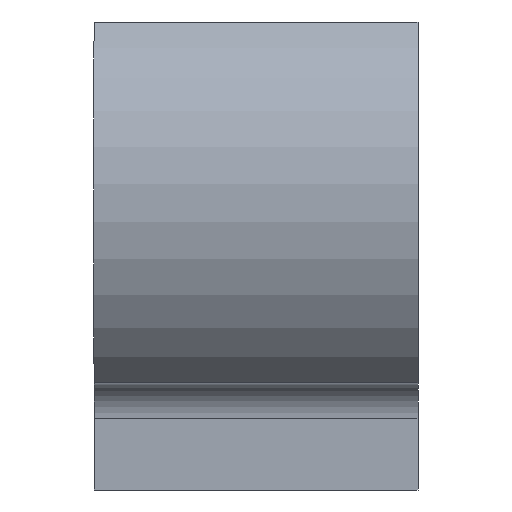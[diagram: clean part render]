
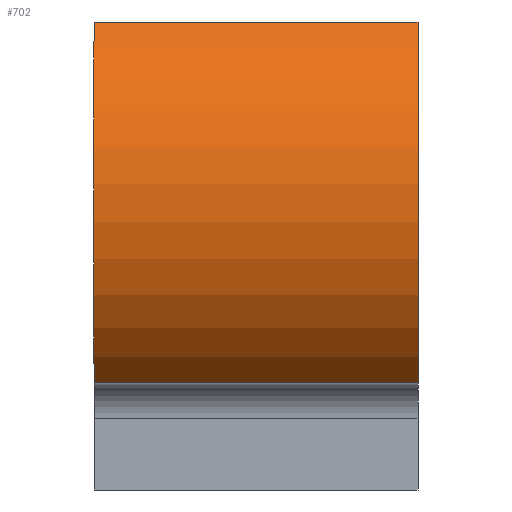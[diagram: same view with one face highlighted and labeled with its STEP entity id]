
A CAD part, left-side view. The second image highlights one B-rep face of the part: STEP entity #702.
In plain terms, the highlighted cylindrical face has radius 12.7 mm (diameter 25.4 mm), a partial arc.
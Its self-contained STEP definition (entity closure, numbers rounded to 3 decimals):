
#44=CYLINDRICAL_SURFACE('',#796,12.7);
#103=FACE_OUTER_BOUND('',#154,.T.);
#154=EDGE_LOOP('',(#639,#640,#641,#642));
#198=LINE('',#1366,#244);
#201=LINE('',#1371,#247);
#244=VECTOR('',#979,10.);
#247=VECTOR('',#986,10.);
#260=CIRCLE('',#730,12.7);
#274=CIRCLE('',#751,12.7);
#300=VERTEX_POINT('',#1023);
#309=VERTEX_POINT('',#1040);
#327=VERTEX_POINT('',#1124);
#328=VERTEX_POINT('',#1126);
#375=EDGE_CURVE('',#300,#309,#260,.T.);
#399=EDGE_CURVE('',#327,#328,#274,.T.);
#451=EDGE_CURVE('',#327,#300,#198,.T.);
#454=EDGE_CURVE('',#309,#328,#201,.T.);
#639=ORIENTED_EDGE('',*,*,#451,.T.);
#640=ORIENTED_EDGE('',*,*,#375,.T.);
#641=ORIENTED_EDGE('',*,*,#454,.T.);
#642=ORIENTED_EDGE('',*,*,#399,.F.);
#702=ADVANCED_FACE('',(#103),#44,.T.);
#730=AXIS2_PLACEMENT_3D('',#1042,#828,#829);
#751=AXIS2_PLACEMENT_3D('',#1127,#877,#878);
#796=AXIS2_PLACEMENT_3D('',#1378,#996,#997);
#828=DIRECTION('center_axis',(0.,1.,0.));
#829=DIRECTION('ref_axis',(1.,0.,0.));
#877=DIRECTION('center_axis',(0.,1.,0.));
#878=DIRECTION('ref_axis',(1.,0.,0.));
#979=DIRECTION('',(0.,-1.,0.));
#986=DIRECTION('',(0.,1.,0.));
#996=DIRECTION('center_axis',(0.,1.,0.));
#997=DIRECTION('ref_axis',(0.,0.,1.));
#1023=CARTESIAN_POINT('',(-7.76,0.,-10.054));
#1040=CARTESIAN_POINT('',(-7.829,0.,10.));
#1042=CARTESIAN_POINT('Origin',(0.,0.,0.));
#1124=CARTESIAN_POINT('',(-7.76,18.,-10.054));
#1126=CARTESIAN_POINT('',(-7.829,18.,10.));
#1127=CARTESIAN_POINT('Origin',(0.,18.,0.));
#1366=CARTESIAN_POINT('',(-7.76,9.,-10.054));
#1371=CARTESIAN_POINT('',(-7.829,9.,10.));
#1378=CARTESIAN_POINT('Origin',(0.,9.,0.));
